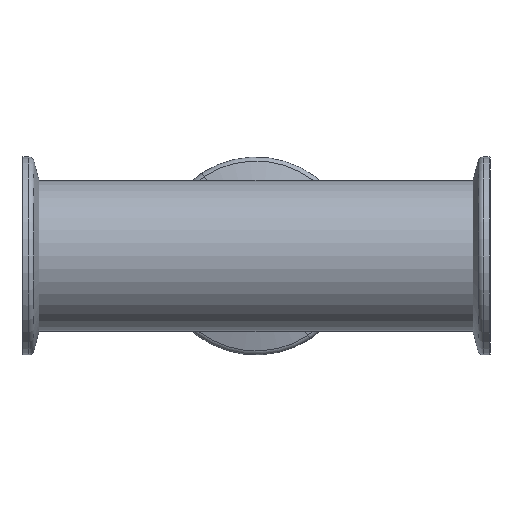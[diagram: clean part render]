
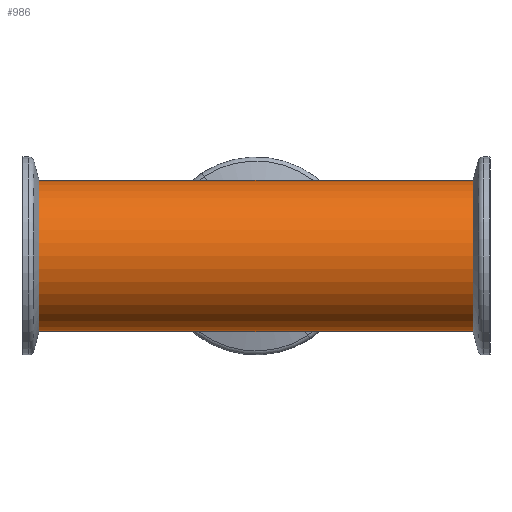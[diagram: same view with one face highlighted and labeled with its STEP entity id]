
A CAD part, front view. The second image highlights one B-rep face of the part: STEP entity #986.
In plain terms, the highlighted cylindrical face has radius 21 mm (diameter 42 mm), a partial arc.
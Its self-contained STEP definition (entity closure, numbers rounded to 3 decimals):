
#178 = CIRCLE ( 'NONE', #191, 21. ) ;
#188 = DIRECTION ( 'NONE',  ( 0., 0., -1. ) ) ;
#189 = DIRECTION ( 'NONE',  ( 1., 0., 0. ) ) ;
#190 = CARTESIAN_POINT ( 'NONE',  ( -61.5, 0., 0. ) ) ;
#191 = AXIS2_PLACEMENT_3D ( 'NONE', #190, #189, #188 ) ;
#204 = LINE ( 'NONE', #328, #327 ) ;
#237 = CARTESIAN_POINT ( 'NONE',  ( 61.5, 0., -21. ) ) ;
#255 = VECTOR ( 'NONE', #256, 1000. ) ;
#256 = DIRECTION ( 'NONE',  ( -1., 0., 0. ) ) ;
#257 = DIRECTION ( 'NONE',  ( 0., 0., -1. ) ) ;
#258 = DIRECTION ( 'NONE',  ( 1., 0., 0. ) ) ;
#259 = CARTESIAN_POINT ( 'NONE',  ( 61.5, 0., 0. ) ) ;
#260 = AXIS2_PLACEMENT_3D ( 'NONE', #259, #258, #257 ) ;
#263 = CIRCLE ( 'NONE', #260, 21. ) ;
#268 = DIRECTION ( 'NONE',  ( 0., 0., 1. ) ) ;
#272 = DIRECTION ( 'NONE',  ( -1., 0., 0. ) ) ;
#273 = CYLINDRICAL_SURFACE ( 'NONE', #305, 21. ) ;
#274 = DIRECTION ( 'NONE',  ( -1., 0., 0. ) ) ;
#275 = VECTOR ( 'NONE', #274, 1000. ) ;
#276 = CARTESIAN_POINT ( 'NONE',  ( 61.5, 0., 21. ) ) ;
#277 = LINE ( 'NONE', #276, #275 ) ;
#278 = CARTESIAN_POINT ( 'NONE',  ( 61.5, 0., 0. ) ) ;
#279 = CARTESIAN_POINT ( 'NONE',  ( 61.5, 0., 21. ) ) ;
#280 = LINE ( 'NONE', #279, #255 ) ;
#281 = FACE_OUTER_BOUND ( 'NONE', #985, .T. ) ;
#288 = CARTESIAN_POINT ( 'NONE',  ( 61.5, 0., 21. ) ) ;
#289 = DIRECTION ( 'NONE',  ( -1., 0., 0. ) ) ;
#290 = CARTESIAN_POINT ( 'NONE',  ( 61.5, 0., -21. ) ) ;
#305 = AXIS2_PLACEMENT_3D ( 'NONE', #278, #272, #268 ) ;
#315 = CARTESIAN_POINT ( 'NONE',  ( -61.5, 0., 21. ) ) ;
#326 = DIRECTION ( 'NONE',  ( -1., 0., 0. ) ) ;
#327 = VECTOR ( 'NONE', #326, 1000. ) ;
#328 = CARTESIAN_POINT ( 'NONE',  ( 61.5, 0., -21. ) ) ;
#330 = VECTOR ( 'NONE', #289, 1000. ) ;
#341 = LINE ( 'NONE', #290, #330 ) ;
#344 = CARTESIAN_POINT ( 'NONE',  ( -61.5, 0., -21. ) ) ;
#441 = CARTESIAN_POINT ( 'NONE',  ( 0., 0., 21. ) ) ;
#556 = CARTESIAN_POINT ( 'NONE',  ( 0., 0., -21. ) ) ;
#703 = VERTEX_POINT ( 'NONE', #441 ) ;
#717 = VERTEX_POINT ( 'NONE', #556 ) ;
#876 = EDGE_CURVE ( 'NONE', #888, #902, #178, .T. ) ;
#877 = ORIENTED_EDGE ( 'NONE', *, *, #876, .T. ) ;
#888 = VERTEX_POINT ( 'NONE', #315 ) ;
#899 = VERTEX_POINT ( 'NONE', #237 ) ;
#901 = EDGE_CURVE ( 'NONE', #717, #902, #341, .T. ) ;
#902 = VERTEX_POINT ( 'NONE', #344 ) ;
#907 = ORIENTED_EDGE ( 'NONE', *, *, #993, .F. ) ;
#918 = VERTEX_POINT ( 'NONE', #288 ) ;
#938 = ORIENTED_EDGE ( 'NONE', *, *, #901, .F. ) ;
#942 = EDGE_CURVE ( 'NONE', #899, #717, #204, .T. ) ;
#984 = EDGE_CURVE ( 'NONE', #703, #888, #277, .T. ) ;
#985 = EDGE_LOOP ( 'NONE', ( #989, #907, #991, #990, #877, #938 ) ) ;
#986 = ADVANCED_FACE ( 'NONE', ( #281 ), #273, .T. ) ;
#989 = ORIENTED_EDGE ( 'NONE', *, *, #942, .F. ) ;
#990 = ORIENTED_EDGE ( 'NONE', *, *, #984, .T. ) ;
#991 = ORIENTED_EDGE ( 'NONE', *, *, #1000, .T. ) ;
#993 = EDGE_CURVE ( 'NONE', #918, #899, #263, .T. ) ;
#1000 = EDGE_CURVE ( 'NONE', #918, #703, #280, .T. ) ;
